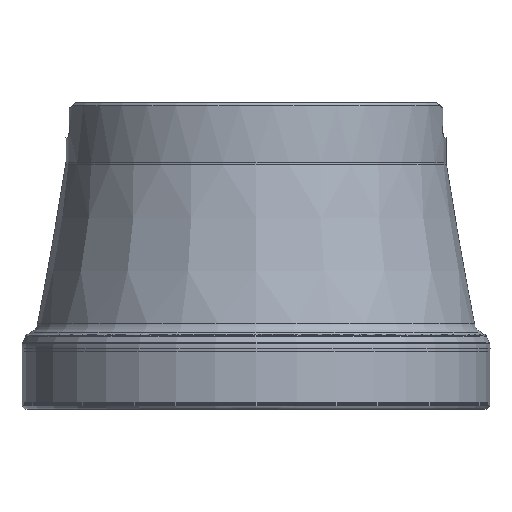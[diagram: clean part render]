
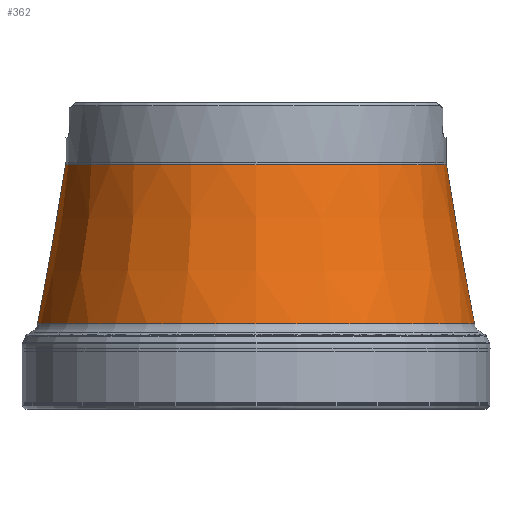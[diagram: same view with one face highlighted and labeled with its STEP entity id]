
A CAD part, left-side view. The second image highlights one B-rep face of the part: STEP entity #362.
In plain terms, the highlighted conical face has half-angle 9.989 degrees and reference radius 31 mm.
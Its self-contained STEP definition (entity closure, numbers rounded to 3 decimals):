
#299=CONICAL_SURFACE('',#1829,31.,9.989);
#362=ADVANCED_FACE('',(#665,#666),#299,.T.);
#665=FACE_BOUND('',#804,.T.);
#666=FACE_BOUND('',#805,.T.);
#804=EDGE_LOOP('',(#1020));
#805=EDGE_LOOP('',(#1021));
#1020=ORIENTED_EDGE('',*,*,#1521,.T.);
#1021=ORIENTED_EDGE('',*,*,#1522,.T.);
#1371=VERTEX_POINT('',#3053);
#1372=VERTEX_POINT('',#3055);
#1521=EDGE_CURVE('',#1371,#1371,#1700,.T.);
#1522=EDGE_CURVE('',#1372,#1372,#1701,.T.);
#1700=CIRCLE('',#1827,35.581);
#1701=CIRCLE('',#1828,31.03);
#1827=AXIS2_PLACEMENT_3D('',#3052,#2152,#2153);
#1828=AXIS2_PLACEMENT_3D('',#3054,#2154,#2155);
#1829=AXIS2_PLACEMENT_3D('',#3056,#2156,#2157);
#2152=DIRECTION('',(0.,0.,1.));
#2153=DIRECTION('',(-1.,0.,0.));
#2154=DIRECTION('',(0.,0.,-1.));
#2155=DIRECTION('',(-1.,0.,0.));
#2156=DIRECTION('',(0.,0.,-1.));
#2157=DIRECTION('',(-1.,0.,0.));
#3052=CARTESIAN_POINT('',(0.,0.,-36.007));
#3053=CARTESIAN_POINT('',(-35.581,0.,-36.007));
#3054=CARTESIAN_POINT('',(0.,0.,-10.172));
#3055=CARTESIAN_POINT('',(-31.03,0.,-10.172));
#3056=CARTESIAN_POINT('',(0.,0.,-10.));
